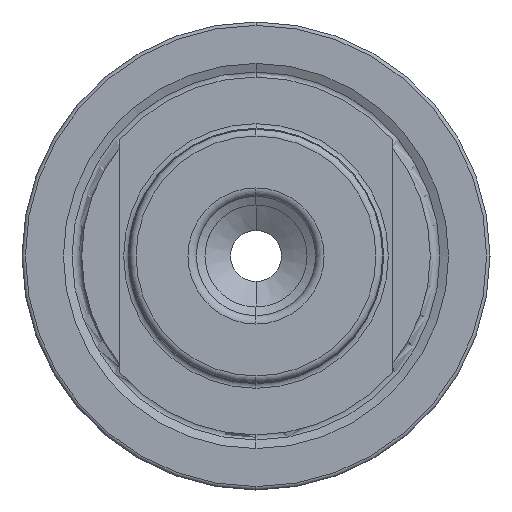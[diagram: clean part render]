
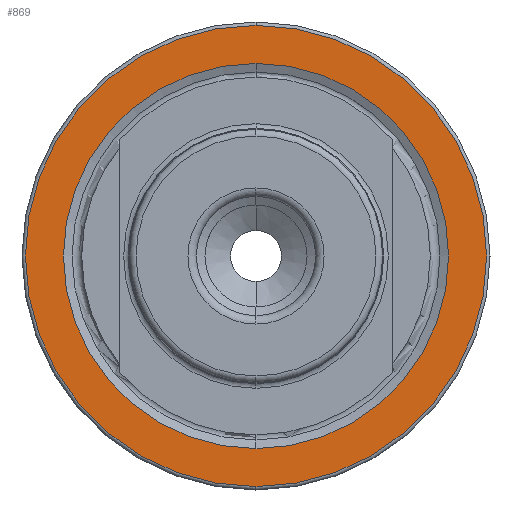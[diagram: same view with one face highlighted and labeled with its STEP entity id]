
A CAD part, left-side view. The second image highlights one B-rep face of the part: STEP entity #869.
In plain terms, the highlighted planar face has unit normal (-1, 0, 0).
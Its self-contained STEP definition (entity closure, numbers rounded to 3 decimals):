
#24 = CARTESIAN_POINT ( 'NONE',  ( 30., 0., 0. ) ) ;
#28 = ORIENTED_EDGE ( 'NONE', *, *, #2064, .T. ) ;
#182 = CIRCLE ( 'NONE', #491, 27.1 ) ;
#251 = AXIS2_PLACEMENT_3D ( 'NONE', #24, #1639, #2433 ) ;
#261 = EDGE_LOOP ( 'NONE', ( #1379, #28 ) ) ;
#491 = AXIS2_PLACEMENT_3D ( 'NONE', #1893, #2097, #2266 ) ;
#517 = DIRECTION ( 'NONE',  ( 0., 0., 1. ) ) ;
#521 = DIRECTION ( 'NONE',  ( 1., 0., 0. ) ) ;
#622 = EDGE_LOOP ( 'NONE', ( #1950, #896 ) ) ;
#698 = VERTEX_POINT ( 'NONE', #897 ) ;
#789 = CARTESIAN_POINT ( 'NONE',  ( 30., 0., 27.1 ) ) ;
#869 = ADVANCED_FACE ( 'NONE', ( #1264, #1425 ), #2381, .F. ) ;
#896 = ORIENTED_EDGE ( 'NONE', *, *, #1363, .F. ) ;
#897 = CARTESIAN_POINT ( 'NONE',  ( 30., 0., -22.632 ) ) ;
#943 = CIRCLE ( 'NONE', #251, 27.1 ) ;
#1017 = VERTEX_POINT ( 'NONE', #2018 ) ;
#1088 = DIRECTION ( 'NONE',  ( 0., 0., 1. ) ) ;
#1155 = CARTESIAN_POINT ( 'NONE',  ( 30., 0., 22.632 ) ) ;
#1264 = FACE_BOUND ( 'NONE', #622, .T. ) ;
#1363 = EDGE_CURVE ( 'NONE', #698, #1017, #1453, .T. ) ;
#1379 = ORIENTED_EDGE ( 'NONE', *, *, #2267, .T. ) ;
#1425 = FACE_OUTER_BOUND ( 'NONE', #261, .T. ) ;
#1453 = CIRCLE ( 'NONE', #2621, 22.632 ) ;
#1464 = CARTESIAN_POINT ( 'NONE',  ( 30., 0., -27.1 ) ) ;
#1522 = DIRECTION ( 'NONE',  ( -1., 0., 0. ) ) ;
#1555 = AXIS2_PLACEMENT_3D ( 'NONE', #2113, #2131, #1088 ) ;
#1639 = DIRECTION ( 'NONE',  ( -1., 0., 0. ) ) ;
#1668 = CIRCLE ( 'NONE', #1555, 22.632 ) ;
#1676 = VERTEX_POINT ( 'NONE', #789 ) ;
#1873 = VERTEX_POINT ( 'NONE', #1464 ) ;
#1893 = CARTESIAN_POINT ( 'NONE',  ( 30., 0., 0. ) ) ;
#1950 = ORIENTED_EDGE ( 'NONE', *, *, #2325, .F. ) ;
#2018 = CARTESIAN_POINT ( 'NONE',  ( 30., 0., 22.632 ) ) ;
#2064 = EDGE_CURVE ( 'NONE', #1873, #1676, #943, .T. ) ;
#2097 = DIRECTION ( 'NONE',  ( -1., 0., 0. ) ) ;
#2113 = CARTESIAN_POINT ( 'NONE',  ( 30., 0., 0. ) ) ;
#2131 = DIRECTION ( 'NONE',  ( -1., 0., 0. ) ) ;
#2140 = AXIS2_PLACEMENT_3D ( 'NONE', #1155, #521, #2580 ) ;
#2266 = DIRECTION ( 'NONE',  ( 0., 0., 1. ) ) ;
#2267 = EDGE_CURVE ( 'NONE', #1676, #1873, #182, .T. ) ;
#2325 = EDGE_CURVE ( 'NONE', #1017, #698, #1668, .T. ) ;
#2381 = PLANE ( 'NONE',  #2140 ) ;
#2433 = DIRECTION ( 'NONE',  ( 0., 0., 1. ) ) ;
#2530 = CARTESIAN_POINT ( 'NONE',  ( 30., 0., 0. ) ) ;
#2580 = DIRECTION ( 'NONE',  ( 0., 0., -1. ) ) ;
#2621 = AXIS2_PLACEMENT_3D ( 'NONE', #2530, #1522, #517 ) ;
